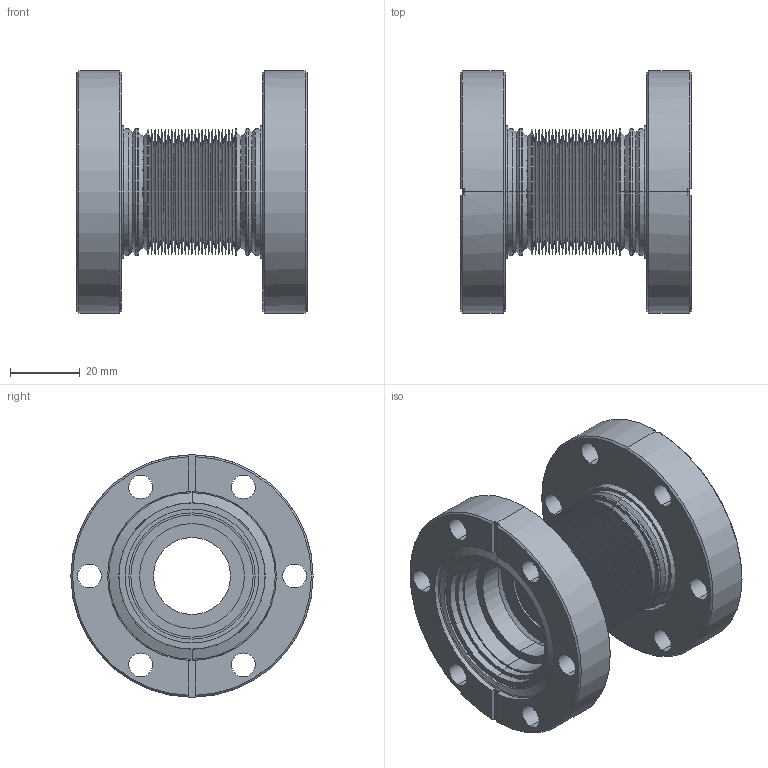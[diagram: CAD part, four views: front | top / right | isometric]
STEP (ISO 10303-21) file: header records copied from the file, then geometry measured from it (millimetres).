
FILE_DESCRIPTION( (''), '2;1');
FILE_NAME ('CAD714.2972.NCE270K_20535.stp','2016-05-18T16:52:22',(''),(''),'spGate 11.3.9','spGate','');
FILE_SCHEMA (('AUTOMOTIVE_DESIGN'));
Length unit declared in the file: millimetre
Products named in the file (8): Assembly; NCE270-Y; NCE270-1; NCE270-2; NCE270-3; NCE270-3_mr; NCE270K-2-1; NCE270K-2-2
Assembly tree (9 placements, depth 2):
  Assembly
    NCE270-Y  x2
    NCE270-1  x2
    NCE270-2
    NCE270-3
    NCE270-3_mr
    NCE270K-2-1
    NCE270K-2-2
Bounding box: 66 x 69.3 x 69.3 mm (x, y, z)
Volume: 72436.6 mm3; surface area: 145717.1 mm2
Topology: 9 solids, 9 shells, 598 faces, 1260 edges, 694 vertices
Faces by surface type: bspline 462, cylinder 88, plane 48
Entity records: 17758 total; most frequent: CARTESIAN_POINT 4230, ORIENTED_EDGE 1592, DIRECTION 1180, COLOUR_RGB 1169, PRESENTATION_STYLE_ASSIGNMENT 1169, STYLED_ITEM 1169, EDGE_CURVE 796, DRAUGHTING_PRE_DEFINED_CURVE_FONT 796
